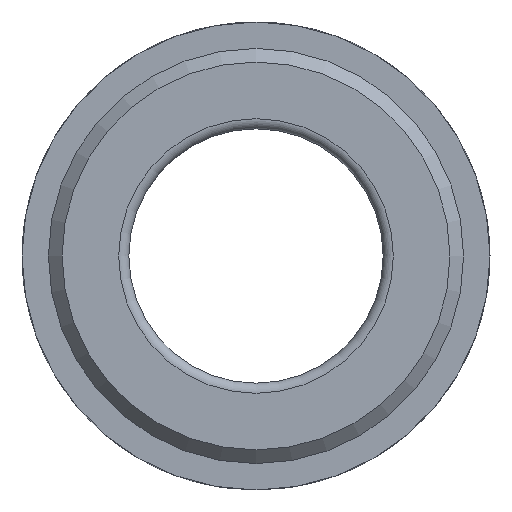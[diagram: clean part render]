
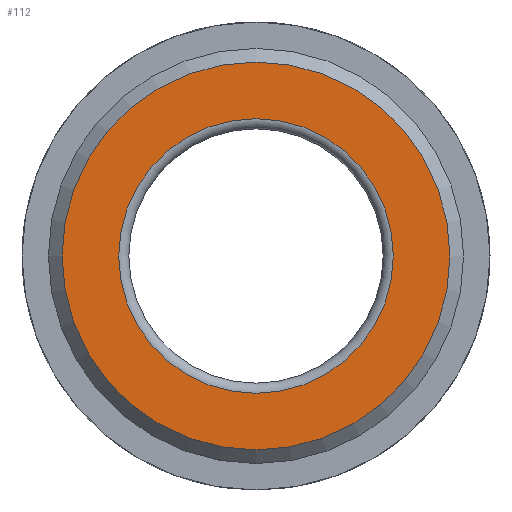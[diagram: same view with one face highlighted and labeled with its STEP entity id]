
A CAD part, left-side view. The second image highlights one B-rep face of the part: STEP entity #112.
In plain terms, the highlighted planar face has unit normal (-1, 0, 0).
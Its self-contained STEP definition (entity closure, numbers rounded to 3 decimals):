
#112 = ADVANCED_FACE( '', ( #223, #224 ), #225, .F. );
#223 = FACE_OUTER_BOUND( '', #357, .T. );
#224 = FACE_BOUND( '', #358, .T. );
#225 = PLANE( '', #359 );
#357 = EDGE_LOOP( '', ( #679 ) );
#358 = EDGE_LOOP( '', ( #680 ) );
#359 = AXIS2_PLACEMENT_3D( '', #681, #682, #683 );
#679 = ORIENTED_EDGE( '', *, *, #861, .F. );
#680 = ORIENTED_EDGE( '', *, *, #846, .T. );
#681 = CARTESIAN_POINT( '', ( 0., 0., 0. ) );
#682 = DIRECTION( '', ( 1., 0., 0. ) );
#683 = DIRECTION( '', ( 0., 0., -1. ) );
#846 = EDGE_CURVE( '', #1014, #1014, #1015, .T. );
#861 = EDGE_CURVE( '', #1032, #1032, #1033, .T. );
#1014 = VERTEX_POINT( '', #1330 );
#1015 = CIRCLE( '', #1331, 6.75 );
#1032 = VERTEX_POINT( '', #1360 );
#1033 = CIRCLE( '', #1361, 9.53 );
#1330 = CARTESIAN_POINT( '', ( 0., 0., -6.75 ) );
#1331 = AXIS2_PLACEMENT_3D( '', #1496, #1497, #1498 );
#1360 = CARTESIAN_POINT( '', ( 0., 0., -9.53 ) );
#1361 = AXIS2_PLACEMENT_3D( '', #1517, #1518, #1519 );
#1496 = CARTESIAN_POINT( '', ( 0., 0., 0. ) );
#1497 = DIRECTION( '', ( 1., 0., 0. ) );
#1498 = DIRECTION( '', ( 0., 0., -1. ) );
#1517 = CARTESIAN_POINT( '', ( 0., 0., 0. ) );
#1518 = DIRECTION( '', ( 1., 0., 0. ) );
#1519 = DIRECTION( '', ( 0., 0., -1. ) );
